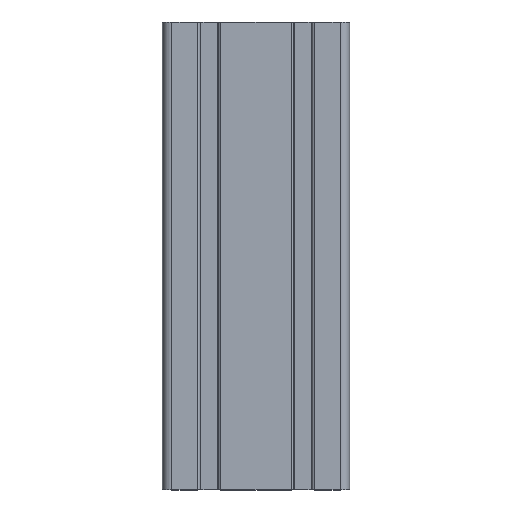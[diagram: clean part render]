
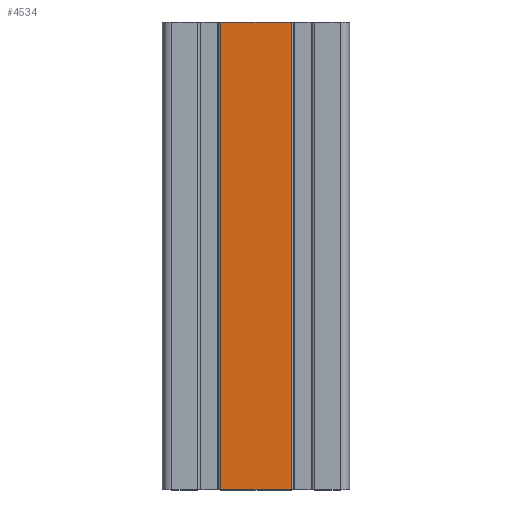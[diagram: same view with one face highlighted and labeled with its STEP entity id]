
A CAD part, top view. The second image highlights one B-rep face of the part: STEP entity #4534.
In plain terms, the highlighted planar face has unit normal (0, 0, 1).
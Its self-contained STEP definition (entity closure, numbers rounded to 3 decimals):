
#74=PLANE('',#4854);
#232=FACE_OUTER_BOUND('',#466,.T.);
#466=EDGE_LOOP('',(#3277,#3278,#3279,#3280));
#806=LINE('',#7075,#1264);
#807=LINE('',#7079,#1265);
#808=LINE('',#7081,#1266);
#809=LINE('',#7082,#1267);
#1264=VECTOR('',#5662,200.);
#1265=VECTOR('',#5667,30.);
#1266=VECTOR('',#5668,200.);
#1267=VECTOR('',#5669,30.);
#1965=VERTEX_POINT('',#7072);
#1966=VERTEX_POINT('',#7074);
#1967=VERTEX_POINT('',#7078);
#1968=VERTEX_POINT('',#7080);
#2505=EDGE_CURVE('',#1965,#1966,#806,.T.);
#2507=EDGE_CURVE('',#1965,#1967,#807,.T.);
#2508=EDGE_CURVE('',#1967,#1968,#808,.T.);
#2509=EDGE_CURVE('',#1966,#1968,#809,.T.);
#3277=ORIENTED_EDGE('',*,*,#2507,.T.);
#3278=ORIENTED_EDGE('',*,*,#2508,.T.);
#3279=ORIENTED_EDGE('',*,*,#2509,.F.);
#3280=ORIENTED_EDGE('',*,*,#2505,.F.);
#4534=ADVANCED_FACE('',(#232),#74,.T.);
#4854=AXIS2_PLACEMENT_3D('',#7077,#5665,#5666);
#5662=DIRECTION('',(0.,-1.,0.));
#5665=DIRECTION('center_axis',(0.,0.,1.));
#5666=DIRECTION('ref_axis',(1.,0.,0.));
#5667=DIRECTION('',(-1.,0.,0.));
#5668=DIRECTION('',(0.,-1.,0.));
#5669=DIRECTION('',(-1.,0.,0.));
#7072=CARTESIAN_POINT('',(15.,200.,20.));
#7074=CARTESIAN_POINT('',(15.,0.,20.));
#7075=CARTESIAN_POINT('',(15.,0.,20.));
#7077=CARTESIAN_POINT('Origin',(-15.,0.,20.));
#7078=CARTESIAN_POINT('',(-15.,200.,20.));
#7079=CARTESIAN_POINT('',(-7.5,200.,20.));
#7080=CARTESIAN_POINT('',(-15.,0.,20.));
#7081=CARTESIAN_POINT('',(-15.,0.,20.));
#7082=CARTESIAN_POINT('',(-7.5,0.,20.));
